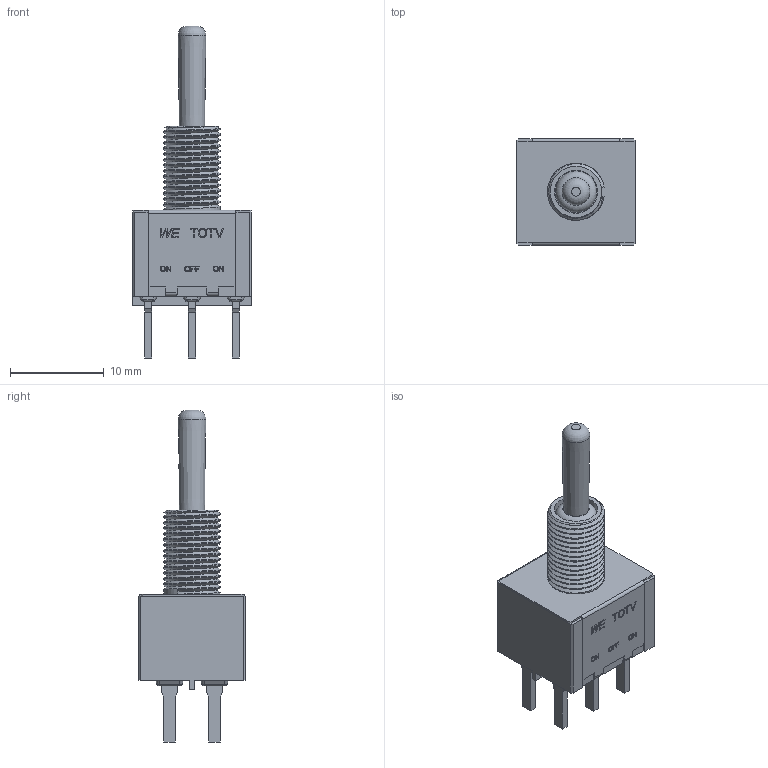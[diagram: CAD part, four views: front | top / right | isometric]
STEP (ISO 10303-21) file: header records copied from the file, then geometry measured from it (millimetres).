
FILE_DESCRIPTION(/* description */ ('Unknown'),/* implementation_level */ '2;1');
FILE_NAME(/* name */ '472133010111',/* time_stamp */ '2021-11-11T14:21:02+01:00',/* author */ ('Unknown'),/* organization */ ('Unknown'),/* preprocessor_version */ 'ST-DEVELOPER v16.7',/* originating_system */ 'Unknown',/* authorisation */ ' ');
FILE_SCHEMA (('CONFIG_CONTROL_DESIGN'));
Length unit declared in the file: millimetre
Products named in the file (6): id3; Glue; Pin; Switch; Shielding; Base
Assembly tree (15 placements, depth 2):
  id3
    Glue  x6
    Pin  x6
    Switch
    Shielding
    Base
Bounding box: 12.7 x 11.4 x 35.5 mm (x, y, z)
Volume: 1570.6 mm3; surface area: 2137.6 mm2
Topology: 15 solids, 15 shells, 589 faces, 1484 edges, 931 vertices
Faces by surface type: plane 404, cylinder 92, bspline 63, sphere 24, cone 3, torus 3
Full cylindrical faces by diameter (mm): 4.4 x1, 4.6 x1
Entity records: 28331 total; most frequent: CARTESIAN_POINT 16538, ORIENTED_EDGE 2164, DIRECTION 1482, EDGE_CURVE 1082, VERTEX_POINT 709, LINE 554, VECTOR 554, EDGE_LOOP 477
